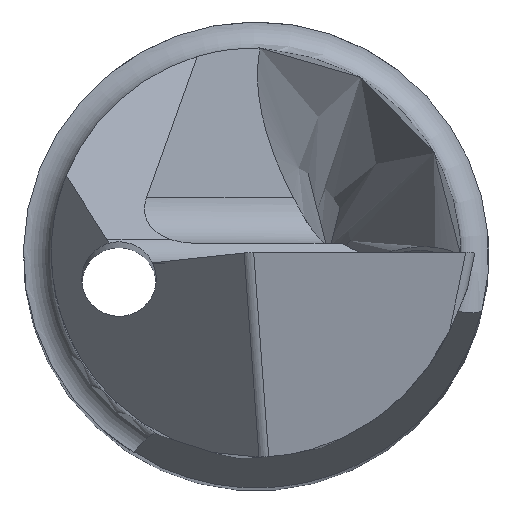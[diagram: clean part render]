
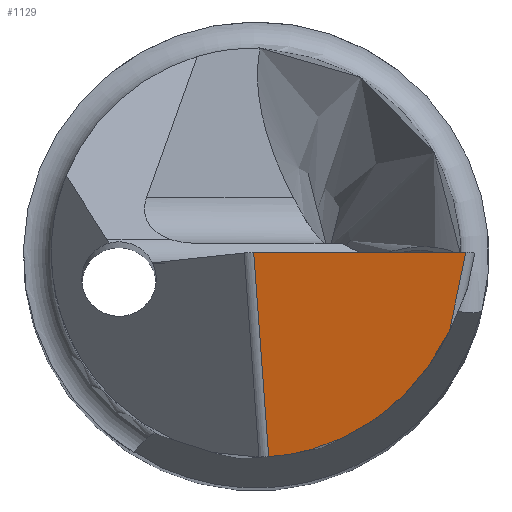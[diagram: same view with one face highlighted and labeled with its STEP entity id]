
A CAD part, top view. The second image highlights one B-rep face of the part: STEP entity #1129.
In plain terms, the highlighted planar face has unit normal (-0.004, -0.174, 0.985).
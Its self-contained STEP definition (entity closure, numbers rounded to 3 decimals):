
#53 = EDGE_CURVE ( 'NONE', #1094, #1179, #1011, .T. ) ;
#70 = ORIENTED_EDGE ( 'NONE', *, *, #1136, .T. ) ;
#86 = VERTEX_POINT ( 'NONE', #1269 ) ;
#100 = ORIENTED_EDGE ( 'NONE', *, *, #53, .F. ) ;
#102 = EDGE_LOOP ( 'NONE', ( #1331, #70, #300, #457, #100 ) ) ;
#175 = VECTOR ( 'NONE', #294, 1000. ) ;
#207 = CARTESIAN_POINT ( 'NONE',  ( 0.905, -2.044, 36.638 ) ) ;
#281 = CARTESIAN_POINT ( 'NONE',  ( -0.033, 0.098, 37.011 ) ) ;
#294 = DIRECTION ( 'NONE',  ( 0.072, -0.982, -0.173 ) ) ;
#300 = ORIENTED_EDGE ( 'NONE', *, *, #571, .T. ) ;
#310 = CARTESIAN_POINT ( 'NONE',  ( 2.08, -0.839, 36.855 ) ) ;
#314 = CARTESIAN_POINT ( 'NONE',  ( 1.233, -1.822, 36.678 ) ) ;
#367 = CARTESIAN_POINT ( 'NONE',  ( 0., -0.003, 36.994 ) ) ;
#394 = VECTOR ( 'NONE', #1199, 1000. ) ;
#411 = CARTESIAN_POINT ( 'NONE',  ( 1.233, -1.822, 36.678 ) ) ;
#443 = EDGE_CURVE ( 'NONE', #1094, #980, #862, .T. ) ;
#457 = ORIENTED_EDGE ( 'NONE', *, *, #861, .F. ) ;
#459 = CARTESIAN_POINT ( 'NONE',  ( 0., 0.1, 37.012 ) ) ;
#467 = LINE ( 'NONE', #367, #809 ) ;
#525 = CARTESIAN_POINT ( 'NONE',  ( 2.08, -0.839, 36.855 ) ) ;
#563 = DIRECTION ( 'NONE',  ( -1., 0., -0.004 ) ) ;
#571 = EDGE_CURVE ( 'NONE', #86, #634, #1201, .T. ) ;
#626 = CARTESIAN_POINT ( 'NONE',  ( 0.53, -2.172, 36.614 ) ) ;
#634 = VERTEX_POINT ( 'NONE', #1140 ) ;
#735 =( BOUNDED_CURVE ( )  B_SPLINE_CURVE ( 3, ( #411, #207, #626, #1321 ),
 .UNSPECIFIED., .F., .T. ) 
 B_SPLINE_CURVE_WITH_KNOTS ( ( 4, 4 ),
 ( 5.664, 6.197 ),
 .UNSPECIFIED. ) 
 CURVE ( )  GEOMETRIC_REPRESENTATION_ITEM ( )  RATIONAL_B_SPLINE_CURVE ( ( 1., 0.976, 0.976, 1. ) ) 
 REPRESENTATION_ITEM ( '' )  );
#809 = VECTOR ( 'NONE', #563, 1000. ) ;
#861 = EDGE_CURVE ( 'NONE', #1179, #634, #735, .T. ) ;
#862 = LINE ( 'NONE', #872, #394 ) ;
#872 = CARTESIAN_POINT ( 'NONE',  ( 2.183, -0.34, 36.944 ) ) ;
#873 = FACE_OUTER_BOUND ( 'NONE', #102, .T. ) ;
#912 = AXIS2_PLACEMENT_3D ( 'NONE', #459, #1301, #969 ) ;
#969 = DIRECTION ( 'NONE',  ( 0., -0.985, -0.174 ) ) ;
#980 = VERTEX_POINT ( 'NONE', #1151 ) ;
#984 = PLANE ( 'NONE',  #912 ) ;
#1011 =( BOUNDED_CURVE ( )  B_SPLINE_CURVE ( 3, ( #525, #1051, #1248, #1020 ),
 .UNSPECIFIED., .F., .T. ) 
 B_SPLINE_CURVE_WITH_KNOTS ( ( 4, 4 ),
 ( 5.134, 5.664 ),
 .UNSPECIFIED. ) 
 CURVE ( )  GEOMETRIC_REPRESENTATION_ITEM ( )  RATIONAL_B_SPLINE_CURVE ( ( 1., 0.977, 0.977, 1. ) ) 
 REPRESENTATION_ITEM ( '' )  );
#1020 = CARTESIAN_POINT ( 'NONE',  ( 1.233, -1.822, 36.678 ) ) ;
#1051 = CARTESIAN_POINT ( 'NONE',  ( 1.889, -1.239, 36.784 ) ) ;
#1094 = VERTEX_POINT ( 'NONE', #310 ) ;
#1129 = ADVANCED_FACE ( 'NONE', ( #873 ), #984, .T. ) ;
#1136 = EDGE_CURVE ( 'NONE', #980, #86, #467, .T. ) ;
#1140 = CARTESIAN_POINT ( 'NONE',  ( 0.135, -2.196, 36.608 ) ) ;
#1151 = CARTESIAN_POINT ( 'NONE',  ( 2.253, -0.002, 37.003 ) ) ;
#1179 = VERTEX_POINT ( 'NONE', #314 ) ;
#1199 = DIRECTION ( 'NONE',  ( 0.2, 0.965, 0.171 ) ) ;
#1201 = LINE ( 'NONE', #281, #175 ) ;
#1248 = CARTESIAN_POINT ( 'NONE',  ( 1.6, -1.574, 36.723 ) ) ;
#1269 = CARTESIAN_POINT ( 'NONE',  ( -0.026, -0.003, 36.994 ) ) ;
#1301 = DIRECTION ( 'NONE',  ( -0.004, -0.174, 0.985 ) ) ;
#1321 = CARTESIAN_POINT ( 'NONE',  ( 0.135, -2.196, 36.608 ) ) ;
#1331 = ORIENTED_EDGE ( 'NONE', *, *, #443, .T. ) ;
